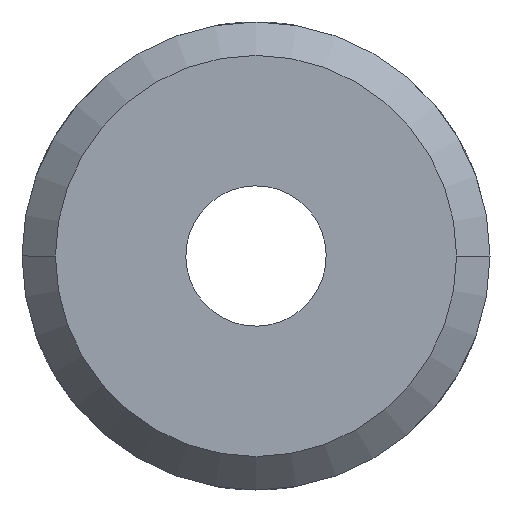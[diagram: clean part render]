
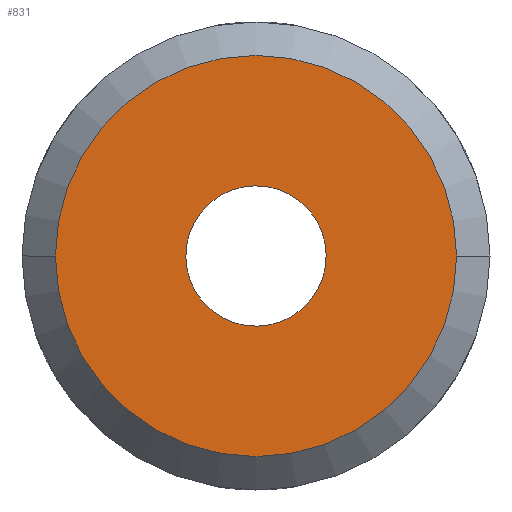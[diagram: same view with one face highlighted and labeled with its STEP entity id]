
A CAD part, front view. The second image highlights one B-rep face of the part: STEP entity #831.
In plain terms, the highlighted planar face has unit normal (0, -1, 0).
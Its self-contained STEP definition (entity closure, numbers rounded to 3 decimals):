
#510=CARTESIAN_POINT('Vertex',(1.843,-2.5,-1.007)) ;
#517=CARTESIAN_POINT('Vertex',(-1.843,-2.5,1.007)) ;
#520=CARTESIAN_POINT('Axis2P3D Location',(0.,-2.5,0.)) ;
#532=CARTESIAN_POINT('Axis2P3D Location',(0.,-2.5,0.)) ;
#804=CARTESIAN_POINT('Axis2P3D Location',(0.,-2.5,0.)) ;
#809=CARTESIAN_POINT('Axis2P3D Location',(0.,-2.5,0.)) ;
#813=CARTESIAN_POINT('Vertex',(6.,-2.5,0.)) ;
#815=CARTESIAN_POINT('Vertex',(-6.,-2.5,0.)) ;
#818=CARTESIAN_POINT('Axis2P3D Location',(0.,-2.5,0.)) ;
#521=DIRECTION('Axis2P3D Direction',(-0.,1.,0.)) ;
#533=DIRECTION('Axis2P3D Direction',(-0.,1.,0.)) ;
#805=DIRECTION('Axis2P3D Direction',(-0.,-1.,0.)) ;
#806=DIRECTION('Axis2P3D XDirection',(1.,-0.,-0.)) ;
#810=DIRECTION('Axis2P3D Direction',(-0.,-1.,0.)) ;
#819=DIRECTION('Axis2P3D Direction',(-0.,-1.,0.)) ;
#522=AXIS2_PLACEMENT_3D('Circle Axis2P3D',#520,#521,$) ;
#534=AXIS2_PLACEMENT_3D('Circle Axis2P3D',#532,#533,$) ;
#807=AXIS2_PLACEMENT_3D('Plane Axis2P3D',#804,#805,#806) ;
#811=AXIS2_PLACEMENT_3D('Circle Axis2P3D',#809,#810,$) ;
#820=AXIS2_PLACEMENT_3D('Circle Axis2P3D',#818,#819,$) ;
#824=ORIENTED_EDGE('',*,*,#817,.T.) ;
#825=ORIENTED_EDGE('',*,*,#822,.T.) ;
#828=ORIENTED_EDGE('',*,*,#524,.F.) ;
#829=ORIENTED_EDGE('',*,*,#536,.F.) ;
#830=FACE_BOUND('',#827,.T.) ;
#831=ADVANCED_FACE('Corps principal',(#826,#830),#808,.T.) ;
#523=CIRCLE('generated circle',#522,2.1) ;
#535=CIRCLE('generated circle',#534,2.1) ;
#812=CIRCLE('generated circle',#811,6.) ;
#821=CIRCLE('generated circle',#820,6.) ;
#524=EDGE_CURVE('',#518,#511,#523,.F.) ;
#536=EDGE_CURVE('',#511,#518,#535,.F.) ;
#817=EDGE_CURVE('',#814,#816,#812,.T.) ;
#822=EDGE_CURVE('',#816,#814,#821,.T.) ;
#823=EDGE_LOOP('',(#824,#825)) ;
#827=EDGE_LOOP('',(#828,#829)) ;
#826=FACE_OUTER_BOUND('',#823,.T.) ;
#808=PLANE('',#807) ;
#511=VERTEX_POINT('',#510) ;
#518=VERTEX_POINT('',#517) ;
#814=VERTEX_POINT('',#813) ;
#816=VERTEX_POINT('',#815) ;
